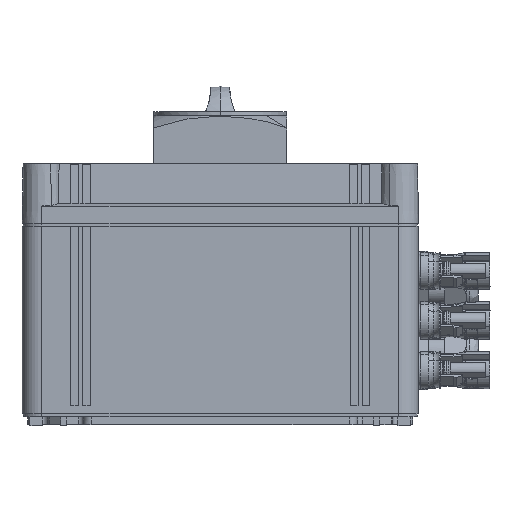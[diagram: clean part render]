
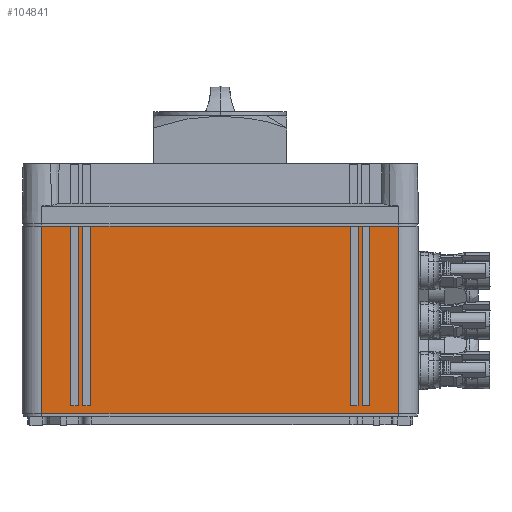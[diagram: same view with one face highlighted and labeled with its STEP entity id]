
A CAD part, left-side view. The second image highlights one B-rep face of the part: STEP entity #104841.
In plain terms, the highlighted planar face has unit normal (-1, 0, 0).
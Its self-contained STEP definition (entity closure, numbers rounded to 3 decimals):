
#104692=AXIS2_PLACEMENT_3D('Plane Axis2P3D',#104689,#104690,#104691) ;
#98691=CARTESIAN_POINT('Vertex',(0.,226.025,100.5)) ;
#98694=CARTESIAN_POINT('Line Origine',(0.,136.025,100.5)) ;
#98698=CARTESIAN_POINT('Vertex',(0.,46.025,100.5)) ;
#98813=CARTESIAN_POINT('Vertex',(0.,46.025,6.)) ;
#98816=CARTESIAN_POINT('Line Origine',(0.,136.025,6.)) ;
#98820=CARTESIAN_POINT('Vertex',(0.,226.025,6.)) ;
#104677=CARTESIAN_POINT('Line Origine',(0.,46.025,106.)) ;
#104689=CARTESIAN_POINT('Axis2P3D Location',(0.,46.025,106.)) ;
#104694=CARTESIAN_POINT('Line Origine',(0.,226.025,53.25)) ;
#104705=CARTESIAN_POINT('Line Origine',(0.,209.525,10.)) ;
#104709=CARTESIAN_POINT('Vertex',(0.,211.525,10.)) ;
#104711=CARTESIAN_POINT('Vertex',(0.,207.525,10.)) ;
#104714=CARTESIAN_POINT('Line Origine',(0.,211.525,55.178)) ;
#104718=CARTESIAN_POINT('Vertex',(0.,211.525,100.356)) ;
#104721=CARTESIAN_POINT('Line Origine',(0.,209.525,100.356)) ;
#104725=CARTESIAN_POINT('Vertex',(0.,207.525,100.356)) ;
#104728=CARTESIAN_POINT('Line Origine',(0.,207.525,55.178)) ;
#104739=CARTESIAN_POINT('Line Origine',(0.,203.525,10.)) ;
#104743=CARTESIAN_POINT('Vertex',(0.,205.525,10.)) ;
#104745=CARTESIAN_POINT('Vertex',(0.,201.525,10.)) ;
#104748=CARTESIAN_POINT('Line Origine',(0.,205.525,55.178)) ;
#104752=CARTESIAN_POINT('Vertex',(0.,205.525,100.356)) ;
#104755=CARTESIAN_POINT('Line Origine',(0.,203.525,100.356)) ;
#104759=CARTESIAN_POINT('Vertex',(0.,201.525,100.356)) ;
#104762=CARTESIAN_POINT('Line Origine',(0.,201.525,55.178)) ;
#104773=CARTESIAN_POINT('Line Origine',(0.,68.525,10.)) ;
#104777=CARTESIAN_POINT('Vertex',(0.,70.525,10.)) ;
#104779=CARTESIAN_POINT('Vertex',(0.,66.525,10.)) ;
#104782=CARTESIAN_POINT('Line Origine',(0.,70.525,55.178)) ;
#104786=CARTESIAN_POINT('Vertex',(0.,70.525,100.356)) ;
#104789=CARTESIAN_POINT('Line Origine',(0.,68.525,100.356)) ;
#104793=CARTESIAN_POINT('Vertex',(0.,66.525,100.356)) ;
#104796=CARTESIAN_POINT('Line Origine',(0.,66.525,55.178)) ;
#104807=CARTESIAN_POINT('Line Origine',(0.,62.525,10.)) ;
#104811=CARTESIAN_POINT('Vertex',(0.,64.525,10.)) ;
#104813=CARTESIAN_POINT('Vertex',(0.,60.525,10.)) ;
#104816=CARTESIAN_POINT('Line Origine',(0.,64.525,55.178)) ;
#104820=CARTESIAN_POINT('Vertex',(0.,64.525,100.356)) ;
#104823=CARTESIAN_POINT('Line Origine',(0.,62.525,100.356)) ;
#104827=CARTESIAN_POINT('Vertex',(0.,60.525,100.356)) ;
#104830=CARTESIAN_POINT('Line Origine',(0.,60.525,55.178)) ;
#98695=DIRECTION('Vector Direction',(0.,-1.,0.)) ;
#98817=DIRECTION('Vector Direction',(0.,1.,0.)) ;
#104678=DIRECTION('Vector Direction',(0.,0.,-1.)) ;
#104690=DIRECTION('Axis2P3D Direction',(-1.,0.,0.)) ;
#104691=DIRECTION('Axis2P3D XDirection',(0.,1.,0.)) ;
#104695=DIRECTION('Vector Direction',(0.,0.,-1.)) ;
#104706=DIRECTION('Vector Direction',(0.,-1.,0.)) ;
#104715=DIRECTION('Vector Direction',(0.,0.,-1.)) ;
#104722=DIRECTION('Vector Direction',(0.,1.,0.)) ;
#104729=DIRECTION('Vector Direction',(0.,0.,1.)) ;
#104740=DIRECTION('Vector Direction',(0.,-1.,0.)) ;
#104749=DIRECTION('Vector Direction',(0.,0.,-1.)) ;
#104756=DIRECTION('Vector Direction',(0.,1.,0.)) ;
#104763=DIRECTION('Vector Direction',(0.,0.,1.)) ;
#104774=DIRECTION('Vector Direction',(0.,-1.,0.)) ;
#104783=DIRECTION('Vector Direction',(0.,0.,-1.)) ;
#104790=DIRECTION('Vector Direction',(0.,1.,0.)) ;
#104797=DIRECTION('Vector Direction',(0.,0.,1.)) ;
#104808=DIRECTION('Vector Direction',(0.,-1.,0.)) ;
#104817=DIRECTION('Vector Direction',(0.,0.,-1.)) ;
#104824=DIRECTION('Vector Direction',(0.,1.,0.)) ;
#104831=DIRECTION('Vector Direction',(0.,0.,1.)) ;
#98696=VECTOR('Line Direction',#98695,1.) ;
#98818=VECTOR('Line Direction',#98817,1.) ;
#104679=VECTOR('Line Direction',#104678,1.) ;
#104696=VECTOR('Line Direction',#104695,1.) ;
#104707=VECTOR('Line Direction',#104706,1.) ;
#104716=VECTOR('Line Direction',#104715,1.) ;
#104723=VECTOR('Line Direction',#104722,1.) ;
#104730=VECTOR('Line Direction',#104729,1.) ;
#104741=VECTOR('Line Direction',#104740,1.) ;
#104750=VECTOR('Line Direction',#104749,1.) ;
#104757=VECTOR('Line Direction',#104756,1.) ;
#104764=VECTOR('Line Direction',#104763,1.) ;
#104775=VECTOR('Line Direction',#104774,1.) ;
#104784=VECTOR('Line Direction',#104783,1.) ;
#104791=VECTOR('Line Direction',#104790,1.) ;
#104798=VECTOR('Line Direction',#104797,1.) ;
#104809=VECTOR('Line Direction',#104808,1.) ;
#104818=VECTOR('Line Direction',#104817,1.) ;
#104825=VECTOR('Line Direction',#104824,1.) ;
#104832=VECTOR('Line Direction',#104831,1.) ;
#104700=ORIENTED_EDGE('',*,*,#104698,.T.) ;
#104701=ORIENTED_EDGE('',*,*,#98822,.F.) ;
#104702=ORIENTED_EDGE('',*,*,#104681,.F.) ;
#104703=ORIENTED_EDGE('',*,*,#98700,.F.) ;
#104734=ORIENTED_EDGE('',*,*,#104713,.F.) ;
#104735=ORIENTED_EDGE('',*,*,#104720,.F.) ;
#104736=ORIENTED_EDGE('',*,*,#104727,.F.) ;
#104737=ORIENTED_EDGE('',*,*,#104732,.F.) ;
#104768=ORIENTED_EDGE('',*,*,#104747,.F.) ;
#104769=ORIENTED_EDGE('',*,*,#104754,.F.) ;
#104770=ORIENTED_EDGE('',*,*,#104761,.F.) ;
#104771=ORIENTED_EDGE('',*,*,#104766,.F.) ;
#104802=ORIENTED_EDGE('',*,*,#104781,.F.) ;
#104803=ORIENTED_EDGE('',*,*,#104788,.F.) ;
#104804=ORIENTED_EDGE('',*,*,#104795,.F.) ;
#104805=ORIENTED_EDGE('',*,*,#104800,.F.) ;
#104836=ORIENTED_EDGE('',*,*,#104815,.F.) ;
#104837=ORIENTED_EDGE('',*,*,#104822,.F.) ;
#104838=ORIENTED_EDGE('',*,*,#104829,.F.) ;
#104839=ORIENTED_EDGE('',*,*,#104834,.F.) ;
#104738=FACE_BOUND('',#104733,.T.) ;
#104772=FACE_BOUND('',#104767,.T.) ;
#104806=FACE_BOUND('',#104801,.T.) ;
#104840=FACE_BOUND('',#104835,.T.) ;
#104841=ADVANCED_FACE('GEHAEUSEUNTERTEIL',(#104704,#104738,#104772,#104806,#104840),#104693,.T.) ;
#98700=EDGE_CURVE('',#98692,#98699,#98697,.T.) ;
#98822=EDGE_CURVE('',#98814,#98821,#98819,.T.) ;
#104681=EDGE_CURVE('',#98699,#98814,#104680,.T.) ;
#104698=EDGE_CURVE('',#98692,#98821,#104697,.T.) ;
#104713=EDGE_CURVE('',#104710,#104712,#104708,.T.) ;
#104720=EDGE_CURVE('',#104719,#104710,#104717,.T.) ;
#104727=EDGE_CURVE('',#104726,#104719,#104724,.T.) ;
#104732=EDGE_CURVE('',#104712,#104726,#104731,.T.) ;
#104747=EDGE_CURVE('',#104744,#104746,#104742,.T.) ;
#104754=EDGE_CURVE('',#104753,#104744,#104751,.T.) ;
#104761=EDGE_CURVE('',#104760,#104753,#104758,.T.) ;
#104766=EDGE_CURVE('',#104746,#104760,#104765,.T.) ;
#104781=EDGE_CURVE('',#104778,#104780,#104776,.T.) ;
#104788=EDGE_CURVE('',#104787,#104778,#104785,.T.) ;
#104795=EDGE_CURVE('',#104794,#104787,#104792,.T.) ;
#104800=EDGE_CURVE('',#104780,#104794,#104799,.T.) ;
#104815=EDGE_CURVE('',#104812,#104814,#104810,.T.) ;
#104822=EDGE_CURVE('',#104821,#104812,#104819,.T.) ;
#104829=EDGE_CURVE('',#104828,#104821,#104826,.T.) ;
#104834=EDGE_CURVE('',#104814,#104828,#104833,.T.) ;
#104699=EDGE_LOOP('',(#104700,#104701,#104702,#104703)) ;
#104733=EDGE_LOOP('',(#104734,#104735,#104736,#104737)) ;
#104767=EDGE_LOOP('',(#104768,#104769,#104770,#104771)) ;
#104801=EDGE_LOOP('',(#104802,#104803,#104804,#104805)) ;
#104835=EDGE_LOOP('',(#104836,#104837,#104838,#104839)) ;
#104704=FACE_OUTER_BOUND('',#104699,.T.) ;
#98697=LINE('Line',#98694,#98696) ;
#98819=LINE('Line',#98816,#98818) ;
#104680=LINE('Line',#104677,#104679) ;
#104697=LINE('Line',#104694,#104696) ;
#104708=LINE('Line',#104705,#104707) ;
#104717=LINE('Line',#104714,#104716) ;
#104724=LINE('Line',#104721,#104723) ;
#104731=LINE('Line',#104728,#104730) ;
#104742=LINE('Line',#104739,#104741) ;
#104751=LINE('Line',#104748,#104750) ;
#104758=LINE('Line',#104755,#104757) ;
#104765=LINE('Line',#104762,#104764) ;
#104776=LINE('Line',#104773,#104775) ;
#104785=LINE('Line',#104782,#104784) ;
#104792=LINE('Line',#104789,#104791) ;
#104799=LINE('Line',#104796,#104798) ;
#104810=LINE('Line',#104807,#104809) ;
#104819=LINE('Line',#104816,#104818) ;
#104826=LINE('Line',#104823,#104825) ;
#104833=LINE('Line',#104830,#104832) ;
#104693=PLANE('',#104692) ;
#98692=VERTEX_POINT('',#98691) ;
#98699=VERTEX_POINT('',#98698) ;
#98814=VERTEX_POINT('',#98813) ;
#98821=VERTEX_POINT('',#98820) ;
#104710=VERTEX_POINT('',#104709) ;
#104712=VERTEX_POINT('',#104711) ;
#104719=VERTEX_POINT('',#104718) ;
#104726=VERTEX_POINT('',#104725) ;
#104744=VERTEX_POINT('',#104743) ;
#104746=VERTEX_POINT('',#104745) ;
#104753=VERTEX_POINT('',#104752) ;
#104760=VERTEX_POINT('',#104759) ;
#104778=VERTEX_POINT('',#104777) ;
#104780=VERTEX_POINT('',#104779) ;
#104787=VERTEX_POINT('',#104786) ;
#104794=VERTEX_POINT('',#104793) ;
#104812=VERTEX_POINT('',#104811) ;
#104814=VERTEX_POINT('',#104813) ;
#104821=VERTEX_POINT('',#104820) ;
#104828=VERTEX_POINT('',#104827) ;
